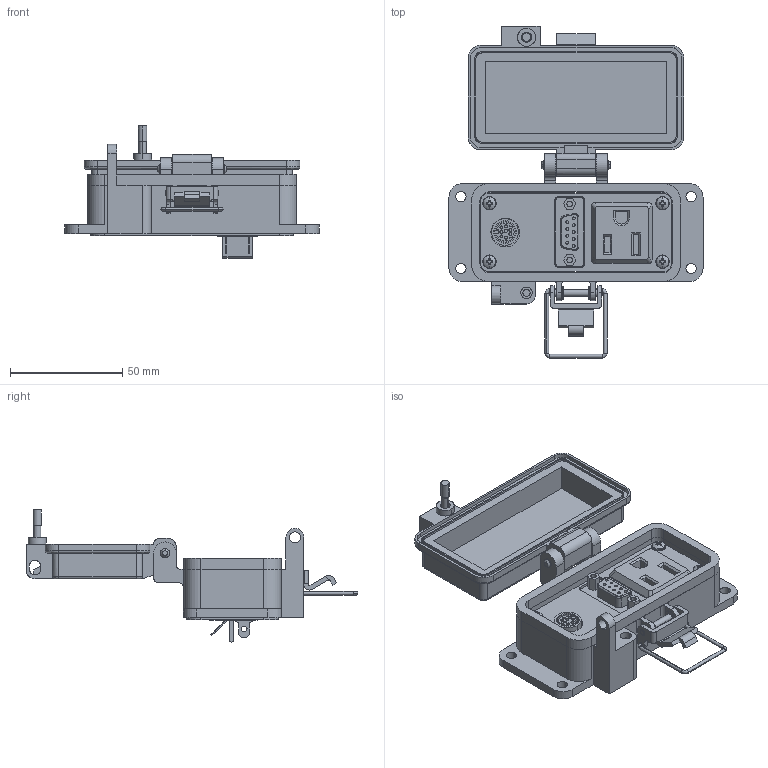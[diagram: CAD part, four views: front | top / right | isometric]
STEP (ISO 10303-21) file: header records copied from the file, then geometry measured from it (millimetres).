
FILE_DESCRIPTION (( 'STEP AP214' ), '1' );
FILE_NAME ('P-B9-F3R0_3D.STEP', '2018-03-21T18:54:40', ( '' ), ( '' ), 'SwSTEP 2.0', 'SolidWorks 2017', '' );
FILE_SCHEMA (( 'AUTOMOTIVE_DESIGN' ));
Length unit declared in the file: millimetre
Products named in the file (15): P-B9-F3R0_3D; R; Z-200-OTLT-R0SQ; 92005A124_METRIC PAN HEAD PHILLIPS MACHINE SCREW_92005A124; -F3; Z-H-F3_B; Z-000-4243316TFP; P-B9-F3R0_FP060_1; B9; Z-500-2008; Z-100-ABDH154NT; Z-100-ABDH154_8PinMinDin; Z-100-ABDH154_DBcon; Z-100-ABDH154_PCB; P-B9-F3R0_BP240_1
Assembly tree (19 placements, depth 4):
  P-B9-F3R0_3D
    P-B9-F3R0_BP240_1
    B9
      Z-100-ABDH154NT
        Z-100-ABDH154_PCB
        Z-100-ABDH154_DBcon
        Z-100-ABDH154_8PinMinDin
      Z-500-2008  x2
    P-B9-F3R0_FP060_1
    Z-000-4243316TFP  x2
    -F3
      Z-H-F3_B
    92005A124_METRIC PAN HEAD PHILLIPS MACHINE SCREW_92005A124  x4
    R
      Z-200-OTLT-R0SQ
Bounding box: 113 x 147.61 x 58.8 mm (x, y, z)
Volume: 91675.2 mm3; surface area: 73018.6 mm2
Topology: 24 solids, 24 shells, 2078 faces, 5645 edges, 3714 vertices
Faces by surface type: cylinder 1046, plane 804, bspline 129, cone 75, torus 16, sphere 8
Entity records: 56674 total; most frequent: CARTESIAN_POINT 15287, ORIENTED_EDGE 7060, DIRECTION 6276, EDGE_CURVE 3530, VERTEX_POINT 2325, AXIS2_PLACEMENT_3D 2122, VECTOR 2032, LINE 2032
